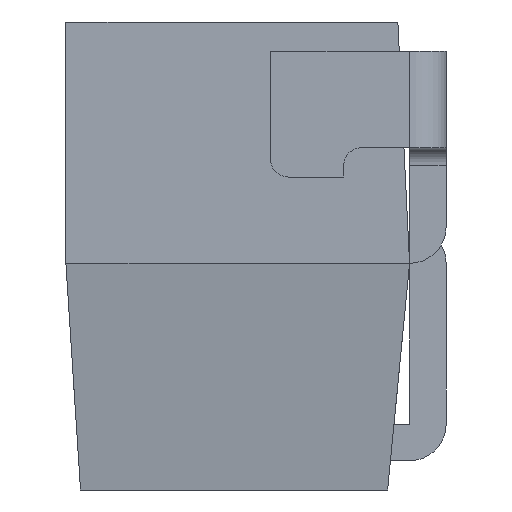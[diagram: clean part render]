
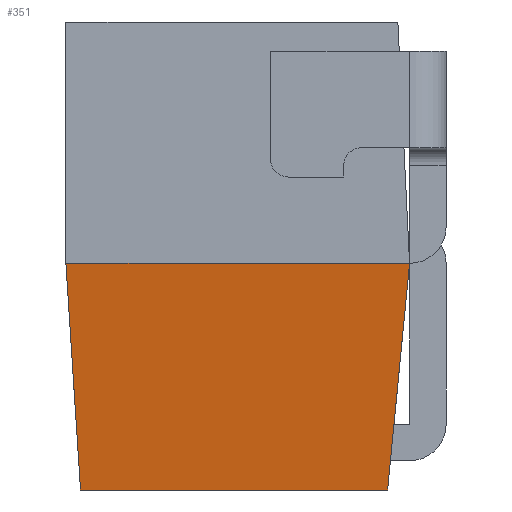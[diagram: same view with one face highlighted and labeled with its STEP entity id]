
A CAD part, left-side view. The second image highlights one B-rep face of the part: STEP entity #351.
In plain terms, the highlighted planar face has unit normal (-0.993, 0, -0.122).
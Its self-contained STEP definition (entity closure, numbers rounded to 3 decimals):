
#114 = EDGE_CURVE ( 'NONE', #585, #1858, #3519, .T. ) ;
#128 = VERTEX_POINT ( 'NONE', #3252 ) ;
#224 = CARTESIAN_POINT ( 'NONE',  ( -2.13, 0.65, -0.9 ) ) ;
#294 = VECTOR ( 'NONE', #3711, 1000. ) ;
#351 = ADVANCED_FACE ( 'NONE', ( #2967 ), #773, .F. ) ;
#508 = LINE ( 'NONE', #2362, #3502 ) ;
#585 = VERTEX_POINT ( 'NONE', #2382 ) ;
#773 = PLANE ( 'NONE',  #2729 ) ;
#1068 = B_SPLINE_CURVE_WITH_KNOTS ( 'NONE', 3,
 ( #2944, #2649, #3234, #1503 ),
 .UNSPECIFIED., .F., .F.,
 ( 4, 4 ),
 ( 0., 1. ),
 .UNSPECIFIED. ) ;
#1101 = CARTESIAN_POINT ( 'NONE',  ( -2.13, 0.65, -0.9 ) ) ;
#1153 = LINE ( 'NONE', #1101, #294 ) ;
#1211 = DIRECTION ( 'NONE',  ( -0.121, 0.064, 0.991 ) ) ;
#1217 = CARTESIAN_POINT ( 'NONE',  ( -2.13, -0.4, -0.9 ) ) ;
#1361 = CARTESIAN_POINT ( 'NONE',  ( -2.207, 0., -0.271 ) ) ;
#1503 = CARTESIAN_POINT ( 'NONE',  ( -2.225, -0.475, -0.125 ) ) ;
#1658 = DIRECTION ( 'NONE',  ( 0.122, 0., -0.993 ) ) ;
#1850 = ORIENTED_EDGE ( 'NONE', *, *, #3622, .F. ) ;
#1855 = VERTEX_POINT ( 'NONE', #224 ) ;
#1858 = VERTEX_POINT ( 'NONE', #2531 ) ;
#2220 = EDGE_CURVE ( 'NONE', #1855, #585, #1153, .T. ) ;
#2362 = CARTESIAN_POINT ( 'NONE',  ( -2.13, 0.65, -0.9 ) ) ;
#2380 = DIRECTION ( 'NONE',  ( -0.121, -0.096, 0.988 ) ) ;
#2382 = CARTESIAN_POINT ( 'NONE',  ( -2.13, -0.4, -0.9 ) ) ;
#2531 = CARTESIAN_POINT ( 'NONE',  ( -2.225, -0.475, -0.125 ) ) ;
#2646 = VECTOR ( 'NONE', #2380, 1000. ) ;
#2649 = CARTESIAN_POINT ( 'NONE',  ( -2.225, 0.308, -0.125 ) ) ;
#2729 = AXIS2_PLACEMENT_3D ( 'NONE', #1361, #3391, #1658 ) ;
#2787 = EDGE_CURVE ( 'NONE', #128, #1858, #1068, .T. ) ;
#2843 = ORIENTED_EDGE ( 'NONE', *, *, #114, .T. ) ;
#2944 = CARTESIAN_POINT ( 'NONE',  ( -2.225, 0.7, -0.125 ) ) ;
#2967 = FACE_OUTER_BOUND ( 'NONE', #3381, .T. ) ;
#2979 = ORIENTED_EDGE ( 'NONE', *, *, #2220, .T. ) ;
#3215 = ORIENTED_EDGE ( 'NONE', *, *, #2787, .F. ) ;
#3234 = CARTESIAN_POINT ( 'NONE',  ( -2.225, -0.083, -0.125 ) ) ;
#3252 = CARTESIAN_POINT ( 'NONE',  ( -2.225, 0.7, -0.125 ) ) ;
#3381 = EDGE_LOOP ( 'NONE', ( #2843, #3215, #1850, #2979 ) ) ;
#3391 = DIRECTION ( 'NONE',  ( 0.993, 0., 0.122 ) ) ;
#3502 = VECTOR ( 'NONE', #1211, 1000. ) ;
#3519 = LINE ( 'NONE', #1217, #2646 ) ;
#3622 = EDGE_CURVE ( 'NONE', #1855, #128, #508, .T. ) ;
#3711 = DIRECTION ( 'NONE',  ( 0., -1., 0. ) ) ;
